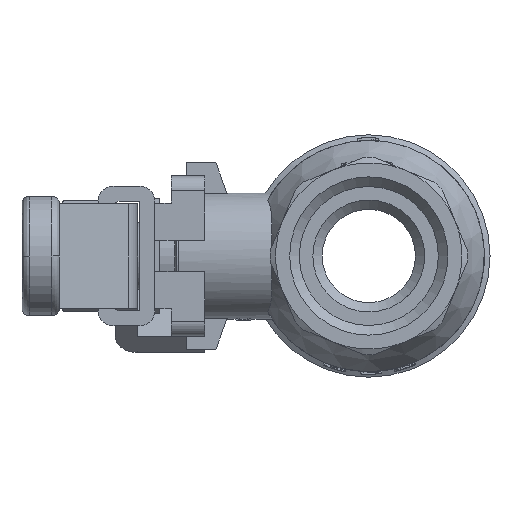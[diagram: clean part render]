
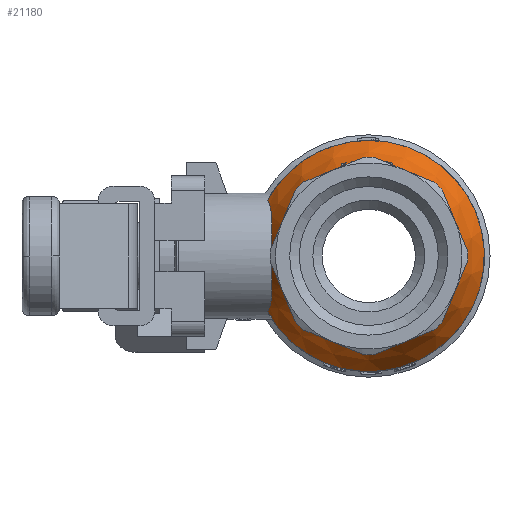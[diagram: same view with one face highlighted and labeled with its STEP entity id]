
A CAD part, left-side view. The second image highlights one B-rep face of the part: STEP entity #21180.
In plain terms, the highlighted conical face has half-angle 28.61 degrees and reference radius 12.5 mm.
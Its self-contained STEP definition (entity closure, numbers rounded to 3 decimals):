
#965=B_SPLINE_CURVE_WITH_KNOTS('',3,(#30783,#30784,#30785,#30786,#30787,
#30788,#30789,#30790),.UNSPECIFIED.,.F.,.F.,(4,1,1,1,1,4),(0.,0.002,
0.005,0.009,0.014,0.018),
 .UNSPECIFIED.);
#3422=CONICAL_SURFACE('',#22591,12.5,0.499);
#4830=ORIENTED_EDGE('',*,*,#9550,.F.);
#4831=ORIENTED_EDGE('',*,*,#9184,.T.);
#4832=ORIENTED_EDGE('',*,*,#9610,.F.);
#9184=EDGE_CURVE('',#11593,#11594,#13214,.T.);
#9550=EDGE_CURVE('',#11593,#11594,#965,.T.);
#9610=EDGE_CURVE('',#12018,#12018,#13266,.T.);
#11593=VERTEX_POINT('',#30036);
#11594=VERTEX_POINT('',#30037);
#12018=VERTEX_POINT('',#30938);
#13214=CIRCLE('',#22239,15.5);
#13266=CIRCLE('',#22592,12.5);
#13633=EDGE_LOOP('',(#4830,#4831));
#13634=EDGE_LOOP('',(#4832));
#14710=FACE_BOUND('',#13633,.T.);
#14711=FACE_BOUND('',#13634,.T.);
#21180=ADVANCED_FACE('',(#14710,#14711),#3422,.T.);
#22239=AXIS2_PLACEMENT_3D('',#30035,#24477,#24478);
#22591=AXIS2_PLACEMENT_3D('',#30936,#25249,#25250);
#22592=AXIS2_PLACEMENT_3D('',#30937,#25251,#25252);
#24477=DIRECTION('',(0.,-1.,0.));
#24478=DIRECTION('',(0.,0.,-1.));
#25249=DIRECTION('',(0.,1.,0.));
#25250=DIRECTION('',(1.,0.,0.));
#25251=DIRECTION('',(0.,-1.,0.));
#25252=DIRECTION('',(0.,0.,-1.));
#30035=CARTESIAN_POINT('',(0.,-4.,0.));
#30036=CARTESIAN_POINT('',(-7.5,-4.,13.565));
#30037=CARTESIAN_POINT('',(7.5,-4.,13.565));
#30783=CARTESIAN_POINT('',(-7.5,-4.,13.565));
#30784=CARTESIAN_POINT('',(-7.149,-4.659,13.348));
#30785=CARTESIAN_POINT('',(-6.268,-5.893,13.06));
#30786=CARTESIAN_POINT('',(-3.846,-7.858,12.937));
#30787=CARTESIAN_POINT('',(-0.001,-8.928,13.12));
#30788=CARTESIAN_POINT('',(4.618,-7.644,12.892));
#30789=CARTESIAN_POINT('',(6.797,-5.318,13.132));
#30790=CARTESIAN_POINT('',(7.5,-4.,13.565));
#30936=CARTESIAN_POINT('',(0.,-9.5,0.));
#30937=CARTESIAN_POINT('',(0.,-9.5,0.));
#30938=CARTESIAN_POINT('',(0.,-9.5,-12.5));
